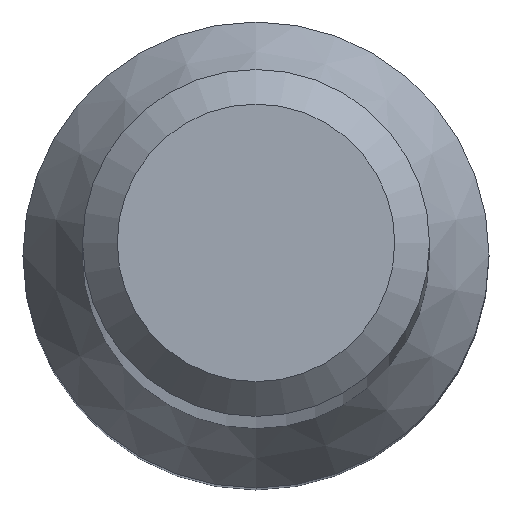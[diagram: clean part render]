
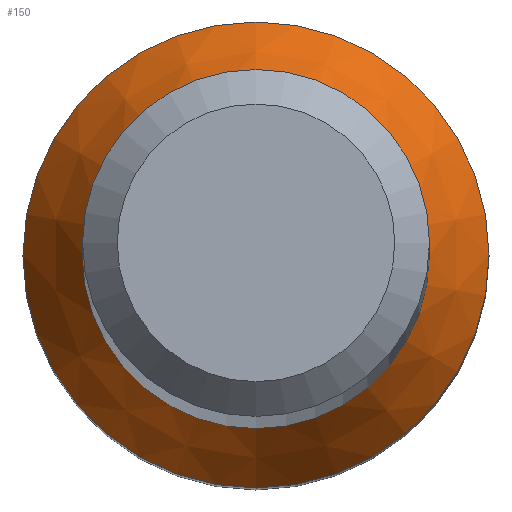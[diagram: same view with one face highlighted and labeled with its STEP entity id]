
A CAD part, top view. The second image highlights one B-rep face of the part: STEP entity #150.
In plain terms, the highlighted conical face has half-angle 30 degrees and reference radius 2.015 mm.
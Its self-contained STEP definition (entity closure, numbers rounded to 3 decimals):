
#1 = DIRECTION ( 'NONE',  ( 0., 0., -1. ) ) ;
#32 = AXIS2_PLACEMENT_3D ( 'NONE', #205, #74, #163 ) ;
#38 = AXIS2_PLACEMENT_3D ( 'NONE', #167, #235, #213 ) ;
#55 = FACE_OUTER_BOUND ( 'NONE', #159, .T. ) ;
#74 = DIRECTION ( 'NONE',  ( 0., 0., -1. ) ) ;
#77 = VERTEX_POINT ( 'NONE', #238 ) ;
#108 = EDGE_CURVE ( 'NONE', #77, #77, #218, .T. ) ;
#124 = FACE_BOUND ( 'NONE', #131, .T. ) ;
#131 = EDGE_LOOP ( 'NONE', ( #202 ) ) ;
#150 = ADVANCED_FACE ( 'NONE', ( #124, #55 ), #254, .T. ) ;
#153 = CIRCLE ( 'NONE', #290, 2.015 ) ;
#159 = EDGE_LOOP ( 'NONE', ( #237 ) ) ;
#163 = DIRECTION ( 'NONE',  ( 0., 1., 0. ) ) ;
#167 = CARTESIAN_POINT ( 'NONE',  ( 0., 0., 10. ) ) ;
#193 = DIRECTION ( 'NONE',  ( 0., 1., 0. ) ) ;
#202 = ORIENTED_EDGE ( 'NONE', *, *, #108, .T. ) ;
#205 = CARTESIAN_POINT ( 'NONE',  ( 0., 0., 10.892 ) ) ;
#213 = DIRECTION ( 'NONE',  ( 0., 1., 0. ) ) ;
#217 = CARTESIAN_POINT ( 'NONE',  ( 0., 2.015, 10. ) ) ;
#218 = CIRCLE ( 'NONE', #32, 1.5 ) ;
#235 = DIRECTION ( 'NONE',  ( 0., 0., -1. ) ) ;
#237 = ORIENTED_EDGE ( 'NONE', *, *, #281, .F. ) ;
#238 = CARTESIAN_POINT ( 'NONE',  ( 0., 1.5, 10.892 ) ) ;
#254 = CONICAL_SURFACE ( 'NONE', #38, 2.015, 0.524 ) ;
#267 = VERTEX_POINT ( 'NONE', #217 ) ;
#281 = EDGE_CURVE ( 'NONE', #267, #267, #153, .T. ) ;
#283 = CARTESIAN_POINT ( 'NONE',  ( 0., 0., 10. ) ) ;
#290 = AXIS2_PLACEMENT_3D ( 'NONE', #283, #1, #193 ) ;
